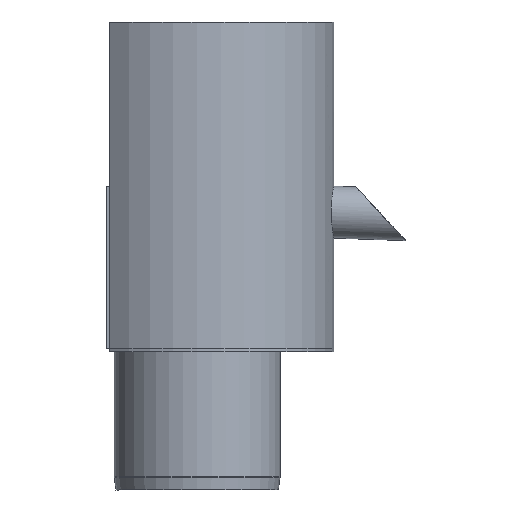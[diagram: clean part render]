
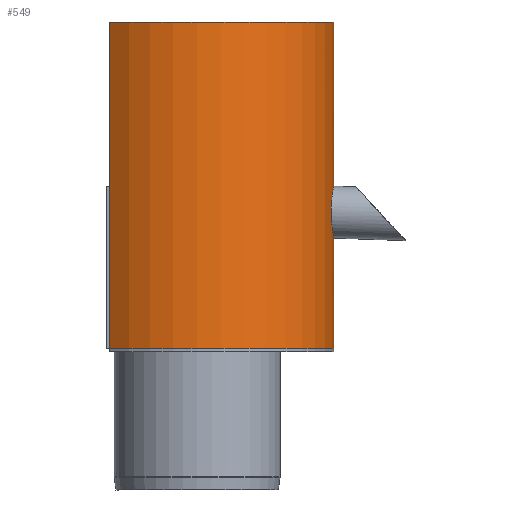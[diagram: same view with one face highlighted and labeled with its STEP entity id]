
A CAD part, front view. The second image highlights one B-rep face of the part: STEP entity #549.
In plain terms, the highlighted cylindrical face has radius 840 mm (diameter 1680 mm), a partial arc.
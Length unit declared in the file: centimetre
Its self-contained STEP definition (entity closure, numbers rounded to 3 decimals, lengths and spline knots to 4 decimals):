
#26=B_SPLINE_CURVE_WITH_KNOTS('',3,(#1097,#1098,#1099,#1100,#1101,#1102,
#1103,#1104,#1105,#1106,#1107,#1108,#1109,#1110,#1111,#1112,#1113,#1114,
#1115,#1116,#1117,#1118,#1119,#1120,#1121,#1122,#1123,#1124,#1125,#1126,
#1127,#1128,#1129,#1130,#1131,#1132,#1133,#1134,#1135,#1136,#1137,#1138,
#1139,#1140,#1141,#1142,#1143,#1144,#1145,#1146),.UNSPECIFIED.,.F.,.F.,
(4,2,2,2,2,2,2,2,2,2,2,2,2,2,2,2,2,2,2,2,2,2,2,2,4),(0.,2.8317,
5.6635,8.4952,11.327,14.1586,16.9902,
19.8219,22.6535,25.4851,28.3168,31.1484,
33.9801,36.8118,39.6435,42.4753,45.307,
48.1388,50.9705,53.8022,56.634,59.4656,
62.2973,65.1289,67.9605),.UNSPECIFIED.);
#27=B_SPLINE_CURVE_WITH_KNOTS('',3,(#1147,#1148,#1149,#1150,#1151,#1152,
#1153,#1154,#1155,#1156,#1157,#1158,#1159,#1160,#1161,#1162,#1163,#1164),
 .UNSPECIFIED.,.F.,.F.,(4,2,2,2,2,2,2,2,4),(67.9605,70.7922,
73.6238,76.4554,79.2871,82.1188,84.9506,
87.7823,90.614),.UNSPECIFIED.);
#41=FACE_BOUND('',#146,.T.);
#73=CYLINDRICAL_SURFACE('',#731,84.);
#103=FACE_OUTER_BOUND('',#145,.T.);
#145=EDGE_LOOP('',(#434,#435,#436,#437));
#146=EDGE_LOOP('',(#438,#439));
#191=CIRCLE('',#727,84.);
#192=CIRCLE('',#730,84.);
#221=VERTEX_POINT('',#1094);
#222=VERTEX_POINT('',#1096);
#227=VERTEX_POINT('',#1175);
#228=VERTEX_POINT('',#1177);
#229=VERTEX_POINT('',#1181);
#230=VERTEX_POINT('',#1185);
#292=EDGE_CURVE('',#222,#221,#26,.T.);
#293=EDGE_CURVE('',#221,#222,#27,.T.);
#299=EDGE_CURVE('',#228,#227,#599,.T.);
#302=EDGE_CURVE('',#229,#227,#191,.T.);
#304=EDGE_CURVE('',#229,#230,#603,.T.);
#305=EDGE_CURVE('',#228,#230,#192,.T.);
#434=ORIENTED_EDGE('',*,*,#304,.T.);
#435=ORIENTED_EDGE('',*,*,#305,.F.);
#436=ORIENTED_EDGE('',*,*,#299,.T.);
#437=ORIENTED_EDGE('',*,*,#302,.F.);
#438=ORIENTED_EDGE('',*,*,#292,.T.);
#439=ORIENTED_EDGE('',*,*,#293,.T.);
#549=ADVANCED_FACE('',(#103,#41),#73,.T.);
#599=LINE('',#1178,#651);
#603=LINE('',#1187,#655);
#651=VECTOR('',#852,1.);
#655=VECTOR('',#862,1.);
#727=AXIS2_PLACEMENT_3D('',#1183,#857,#858);
#730=AXIS2_PLACEMENT_3D('',#1189,#865,#866);
#731=AXIS2_PLACEMENT_3D('',#1190,#867,#868);
#852=DIRECTION('',(0.,0.,1.));
#857=DIRECTION('center_axis',(0.,0.,1.));
#858=DIRECTION('ref_axis',(0.,1.,0.));
#862=DIRECTION('',(0.,0.,-1.));
#865=DIRECTION('center_axis',(0.,0.,-1.));
#866=DIRECTION('ref_axis',(0.,1.,0.));
#867=DIRECTION('center_axis',(0.,0.,1.));
#868=DIRECTION('ref_axis',(1.,0.,0.));
#1094=CARTESIAN_POINT('',(84.,0.,186.));
#1096=CARTESIAN_POINT('',(82.6499,15.,171.));
#1097=CARTESIAN_POINT('Ctrl Pts',(82.6499,15.,171.));
#1098=CARTESIAN_POINT('Ctrl Pts',(82.6499,15.,170.0561));
#1099=CARTESIAN_POINT('Ctrl Pts',(82.6665,14.9095,169.0806));
#1100=CARTESIAN_POINT('Ctrl Pts',(82.7342,14.5289,167.1414));
#1101=CARTESIAN_POINT('Ctrl Pts',(82.7853,14.2389,166.1777));
#1102=CARTESIAN_POINT('Ctrl Pts',(82.9134,13.4729,164.3305));
#1103=CARTESIAN_POINT('Ctrl Pts',(82.9904,12.9962,163.4455));
#1104=CARTESIAN_POINT('Ctrl Pts',(83.1553,11.8955,161.8093));
#1105=CARTESIAN_POINT('Ctrl Pts',(83.2431,11.2714,161.0582));
#1106=CARTESIAN_POINT('Ctrl Pts',(83.4123,9.9419,159.7287));
#1107=CARTESIAN_POINT('Ctrl Pts',(83.4997,9.1908,159.1045));
#1108=CARTESIAN_POINT('Ctrl Pts',(83.6636,7.5546,158.0038));
#1109=CARTESIAN_POINT('Ctrl Pts',(83.7399,6.6695,157.5272));
#1110=CARTESIAN_POINT('Ctrl Pts',(83.8666,4.8222,156.7611));
#1111=CARTESIAN_POINT('Ctrl Pts',(83.9169,3.8585,156.4711));
#1112=CARTESIAN_POINT('Ctrl Pts',(83.9837,1.9194,156.0905));
#1113=CARTESIAN_POINT('Ctrl Pts',(84.,0.9439,156.));
#1114=CARTESIAN_POINT('Ctrl Pts',(84.,-0.9439,156.));
#1115=CARTESIAN_POINT('Ctrl Pts',(83.9837,-1.9194,156.0905));
#1116=CARTESIAN_POINT('Ctrl Pts',(83.9169,-3.8585,156.4711));
#1117=CARTESIAN_POINT('Ctrl Pts',(83.8666,-4.8222,156.7611));
#1118=CARTESIAN_POINT('Ctrl Pts',(83.7399,-6.6695,157.5272));
#1119=CARTESIAN_POINT('Ctrl Pts',(83.6636,-7.5546,158.0038));
#1120=CARTESIAN_POINT('Ctrl Pts',(83.4997,-9.1908,159.1045));
#1121=CARTESIAN_POINT('Ctrl Pts',(83.4123,-9.9419,159.7287));
#1122=CARTESIAN_POINT('Ctrl Pts',(83.2431,-11.2714,161.0582));
#1123=CARTESIAN_POINT('Ctrl Pts',(83.1553,-11.8955,161.8093));
#1124=CARTESIAN_POINT('Ctrl Pts',(82.9904,-12.9962,163.4455));
#1125=CARTESIAN_POINT('Ctrl Pts',(82.9134,-13.4729,164.3305));
#1126=CARTESIAN_POINT('Ctrl Pts',(82.7853,-14.2389,166.1777));
#1127=CARTESIAN_POINT('Ctrl Pts',(82.7342,-14.5289,167.1414));
#1128=CARTESIAN_POINT('Ctrl Pts',(82.6665,-14.9095,169.0806));
#1129=CARTESIAN_POINT('Ctrl Pts',(82.6499,-15.,170.0561));
#1130=CARTESIAN_POINT('Ctrl Pts',(82.6499,-15.,171.9439));
#1131=CARTESIAN_POINT('Ctrl Pts',(82.6665,-14.9095,172.9194));
#1132=CARTESIAN_POINT('Ctrl Pts',(82.7342,-14.5289,174.8586));
#1133=CARTESIAN_POINT('Ctrl Pts',(82.7853,-14.2389,175.8223));
#1134=CARTESIAN_POINT('Ctrl Pts',(82.9134,-13.4729,177.6695));
#1135=CARTESIAN_POINT('Ctrl Pts',(82.9904,-12.9962,178.5545));
#1136=CARTESIAN_POINT('Ctrl Pts',(83.1553,-11.8955,180.1907));
#1137=CARTESIAN_POINT('Ctrl Pts',(83.2431,-11.2714,180.9418));
#1138=CARTESIAN_POINT('Ctrl Pts',(83.4123,-9.9419,182.2713));
#1139=CARTESIAN_POINT('Ctrl Pts',(83.4997,-9.1908,182.8955));
#1140=CARTESIAN_POINT('Ctrl Pts',(83.6636,-7.5546,183.9962));
#1141=CARTESIAN_POINT('Ctrl Pts',(83.7399,-6.6695,184.4728));
#1142=CARTESIAN_POINT('Ctrl Pts',(83.8666,-4.8222,185.2389));
#1143=CARTESIAN_POINT('Ctrl Pts',(83.9169,-3.8585,185.5289));
#1144=CARTESIAN_POINT('Ctrl Pts',(83.9837,-1.9194,185.9095));
#1145=CARTESIAN_POINT('Ctrl Pts',(84.,-0.9439,186.));
#1146=CARTESIAN_POINT('Ctrl Pts',(84.,0.,186.));
#1147=CARTESIAN_POINT('Ctrl Pts',(84.,0.,186.));
#1148=CARTESIAN_POINT('Ctrl Pts',(84.,0.9439,186.));
#1149=CARTESIAN_POINT('Ctrl Pts',(83.9837,1.9194,185.9095));
#1150=CARTESIAN_POINT('Ctrl Pts',(83.9169,3.8585,185.5289));
#1151=CARTESIAN_POINT('Ctrl Pts',(83.8666,4.8222,185.2389));
#1152=CARTESIAN_POINT('Ctrl Pts',(83.7399,6.6695,184.4728));
#1153=CARTESIAN_POINT('Ctrl Pts',(83.6636,7.5546,183.9962));
#1154=CARTESIAN_POINT('Ctrl Pts',(83.4997,9.1908,182.8955));
#1155=CARTESIAN_POINT('Ctrl Pts',(83.4123,9.9419,182.2713));
#1156=CARTESIAN_POINT('Ctrl Pts',(83.2431,11.2714,180.9418));
#1157=CARTESIAN_POINT('Ctrl Pts',(83.1553,11.8955,180.1907));
#1158=CARTESIAN_POINT('Ctrl Pts',(82.9904,12.9962,178.5545));
#1159=CARTESIAN_POINT('Ctrl Pts',(82.9134,13.4729,177.6695));
#1160=CARTESIAN_POINT('Ctrl Pts',(82.7853,14.2389,175.8223));
#1161=CARTESIAN_POINT('Ctrl Pts',(82.7342,14.5289,174.8586));
#1162=CARTESIAN_POINT('Ctrl Pts',(82.6665,14.9095,172.9194));
#1163=CARTESIAN_POINT('Ctrl Pts',(82.6499,15.,171.9439));
#1164=CARTESIAN_POINT('Ctrl Pts',(82.6499,15.,171.));
#1175=CARTESIAN_POINT('',(-54.,64.3428,288.));
#1177=CARTESIAN_POINT('',(-54.,64.3428,87.));
#1178=CARTESIAN_POINT('',(-54.,64.3428,187.5));
#1181=CARTESIAN_POINT('',(-54.,-64.3428,288.));
#1183=CARTESIAN_POINT('Origin',(0.,0.,
288.));
#1185=CARTESIAN_POINT('',(-54.,-64.3428,87.));
#1187=CARTESIAN_POINT('',(-54.,-64.3428,187.5));
#1189=CARTESIAN_POINT('Origin',(0.,0.,
87.));
#1190=CARTESIAN_POINT('Origin',(0.,0.,
187.5));
